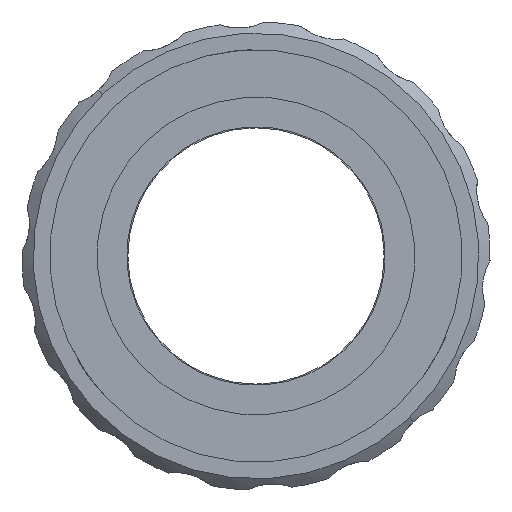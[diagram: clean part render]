
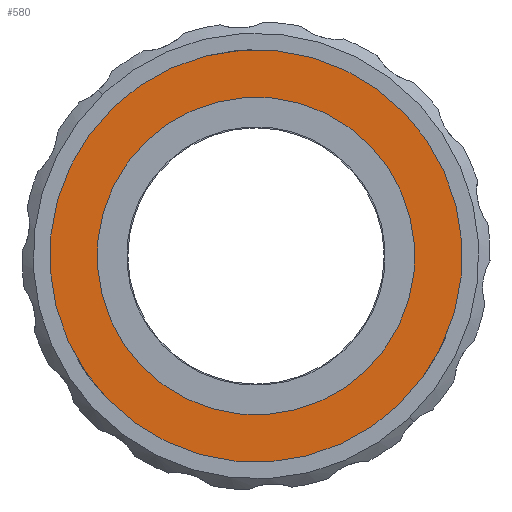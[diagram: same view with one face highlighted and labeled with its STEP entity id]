
A CAD part, front view. The second image highlights one B-rep face of the part: STEP entity #580.
In plain terms, the highlighted planar face has unit normal (0, -1, 0).
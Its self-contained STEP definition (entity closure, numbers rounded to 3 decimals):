
#580 = ADVANCED_FACE ( 'NONE', ( #3746, #7598 ), #2832, .F. ) ;
#968 = CARTESIAN_POINT ( 'NONE',  ( -10.678, -30.549, 52.969 ) ) ;
#1493 = EDGE_LOOP ( 'NONE', ( #7041, #10048 ) ) ;
#1600 = AXIS2_PLACEMENT_3D ( 'NONE', #7976, #7103, #5660 ) ;
#1626 = CARTESIAN_POINT ( 'NONE',  ( 5.972, -30.549, 44.903 ) ) ;
#1680 = CARTESIAN_POINT ( 'NONE',  ( -6.403, -30.549, 50.898 ) ) ;
#2180 = VERTEX_POINT ( 'NONE', #6586 ) ;
#2682 = EDGE_CURVE ( 'NONE', #2180, #6972, #8851, .T. ) ;
#2832 = PLANE ( 'NONE',  #5260 ) ;
#2843 = CARTESIAN_POINT ( 'NONE',  ( 5.972, -30.549, 44.903 ) ) ;
#3044 = EDGE_CURVE ( 'NONE', #7071, #4938, #3649, .T. ) ;
#3589 = DIRECTION ( 'NONE',  ( 0., 1., 0. ) ) ;
#3649 = CIRCLE ( 'NONE', #9498, 13.75 ) ;
#3746 = FACE_BOUND ( 'NONE', #1493, .T. ) ;
#4389 = DIRECTION ( 'NONE',  ( 0.9, 0., -0.436 ) ) ;
#4608 = AXIS2_PLACEMENT_3D ( 'NONE', #7549, #7347, #6572 ) ;
#4698 = DIRECTION ( 'NONE',  ( 0., -1., 0. ) ) ;
#4938 = VERTEX_POINT ( 'NONE', #1680 ) ;
#5260 = AXIS2_PLACEMENT_3D ( 'NONE', #8363, #3589, #4389 ) ;
#5660 = DIRECTION ( 'NONE',  ( -0.9, 0., 0.436 ) ) ;
#6108 = CIRCLE ( 'NONE', #9064, 13.75 ) ;
#6572 = DIRECTION ( 'NONE',  ( -0.9, 0., 0.436 ) ) ;
#6586 = CARTESIAN_POINT ( 'NONE',  ( 22.621, -30.549, 36.838 ) ) ;
#6972 = VERTEX_POINT ( 'NONE', #968 ) ;
#7041 = ORIENTED_EDGE ( 'NONE', *, *, #7823, .F. ) ;
#7071 = VERTEX_POINT ( 'NONE', #7437 ) ;
#7103 = DIRECTION ( 'NONE',  ( 0., -1., 0. ) ) ;
#7256 = CIRCLE ( 'NONE', #1600, 18.5 ) ;
#7347 = DIRECTION ( 'NONE',  ( 0., -1., 0. ) ) ;
#7383 = ORIENTED_EDGE ( 'NONE', *, *, #7662, .T. ) ;
#7437 = CARTESIAN_POINT ( 'NONE',  ( 18.346, -30.549, 38.909 ) ) ;
#7549 = CARTESIAN_POINT ( 'NONE',  ( 5.972, -30.549, 44.903 ) ) ;
#7598 = FACE_OUTER_BOUND ( 'NONE', #7892, .T. ) ;
#7662 = EDGE_CURVE ( 'NONE', #6972, #2180, #7256, .T. ) ;
#7811 = DIRECTION ( 'NONE',  ( -0.9, 0., 0.436 ) ) ;
#7823 = EDGE_CURVE ( 'NONE', #4938, #7071, #6108, .T. ) ;
#7892 = EDGE_LOOP ( 'NONE', ( #7383, #8741 ) ) ;
#7976 = CARTESIAN_POINT ( 'NONE',  ( 5.972, -30.549, 44.903 ) ) ;
#8363 = CARTESIAN_POINT ( 'NONE',  ( 14.037, -30.549, 61.553 ) ) ;
#8741 = ORIENTED_EDGE ( 'NONE', *, *, #2682, .T. ) ;
#8851 = CIRCLE ( 'NONE', #4608, 18.5 ) ;
#8944 = DIRECTION ( 'NONE',  ( 0., -1., 0. ) ) ;
#9045 = DIRECTION ( 'NONE',  ( -0.9, 0., 0.436 ) ) ;
#9064 = AXIS2_PLACEMENT_3D ( 'NONE', #2843, #8944, #9045 ) ;
#9498 = AXIS2_PLACEMENT_3D ( 'NONE', #1626, #4698, #7811 ) ;
#10048 = ORIENTED_EDGE ( 'NONE', *, *, #3044, .F. ) ;
